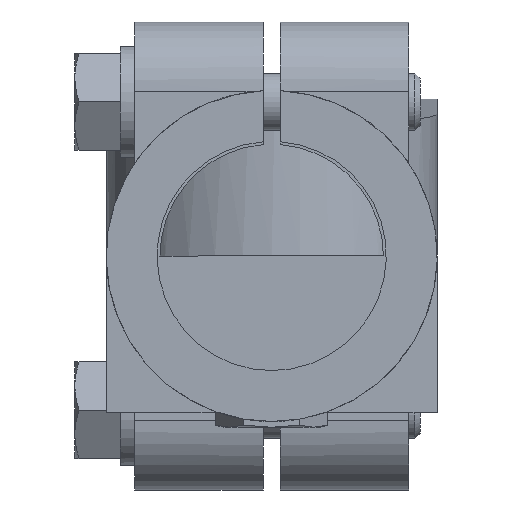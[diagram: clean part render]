
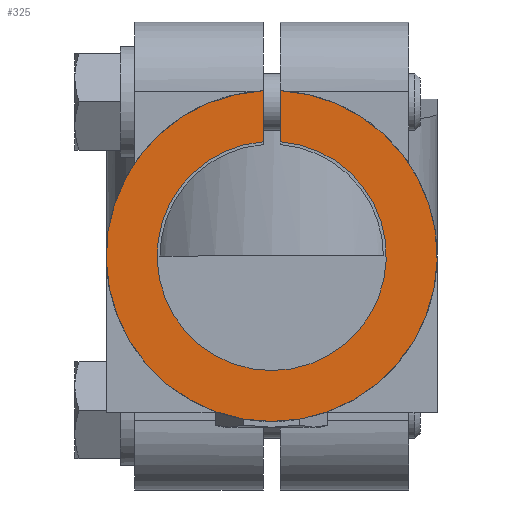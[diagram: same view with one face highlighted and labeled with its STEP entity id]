
A CAD part, left-side view. The second image highlights one B-rep face of the part: STEP entity #325.
In plain terms, the highlighted planar face has unit normal (-1, 0, 0).
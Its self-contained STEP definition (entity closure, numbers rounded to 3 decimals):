
#325 = ADVANCED_FACE( '', ( #694 ), #695, .F. );
#694 = FACE_OUTER_BOUND( '', #1127, .T. );
#695 = PLANE( '', #1128 );
#1127 = EDGE_LOOP( '', ( #1784, #1785, #1786, #1787 ) );
#1128 = AXIS2_PLACEMENT_3D( '', #1788, #1789, #1790 );
#1784 = ORIENTED_EDGE( '', *, *, #2627, .T. );
#1785 = ORIENTED_EDGE( '', *, *, #2571, .T. );
#1786 = ORIENTED_EDGE( '', *, *, #2650, .T. );
#1787 = ORIENTED_EDGE( '', *, *, #2692, .F. );
#1788 = CARTESIAN_POINT( '', ( 0., 0., 0. ) );
#1789 = DIRECTION( '', ( 1., 0., 0. ) );
#1790 = DIRECTION( '', ( 0., 0., -1. ) );
#2571 = EDGE_CURVE( '', #3055, #3053, #3056, .T. );
#2627 = EDGE_CURVE( '', #3136, #3055, #3142, .T. );
#2650 = EDGE_CURVE( '', #3053, #3176, #3178, .T. );
#2692 = EDGE_CURVE( '', #3136, #3176, #3236, .T. );
#3053 = VERTEX_POINT( '', #3739 );
#3055 = VERTEX_POINT( '', #3742 );
#3056 = CIRCLE( '', #3743, 20.075 );
#3136 = VERTEX_POINT( '', #3873 );
#3142 = LINE( '', #3883, #3884 );
#3176 = VERTEX_POINT( '', #3945 );
#3178 = LINE( '', #3948, #3949 );
#3236 = CIRCLE( '', #4038, 29. );
#3739 = CARTESIAN_POINT( '', ( 0., 1.5, 20.019 ) );
#3742 = CARTESIAN_POINT( '', ( 0., -1.5, 20.019 ) );
#3743 = AXIS2_PLACEMENT_3D( '', #4554, #4555, #4556 );
#3873 = CARTESIAN_POINT( '', ( 0., -1.5, 28.961 ) );
#3883 = CARTESIAN_POINT( '', ( 0., -1.5, 70. ) );
#3884 = VECTOR( '', #4619, 1000. );
#3945 = CARTESIAN_POINT( '', ( 0., 1.5, 28.961 ) );
#3948 = CARTESIAN_POINT( '', ( 0., 1.5, 19.517 ) );
#3949 = VECTOR( '', #4643, 1000. );
#4038 = AXIS2_PLACEMENT_3D( '', #4697, #4698, #4699 );
#4554 = CARTESIAN_POINT( '', ( 0., 0., 0. ) );
#4555 = DIRECTION( '', ( 1., 0., 0. ) );
#4556 = DIRECTION( '', ( 0., 0., -1. ) );
#4619 = DIRECTION( '', ( 0., 0., -1. ) );
#4643 = DIRECTION( '', ( 0., 0., 1. ) );
#4697 = CARTESIAN_POINT( '', ( 0., 0., 0. ) );
#4698 = DIRECTION( '', ( 1., 0., 0. ) );
#4699 = DIRECTION( '', ( 0., 0., -1. ) );
